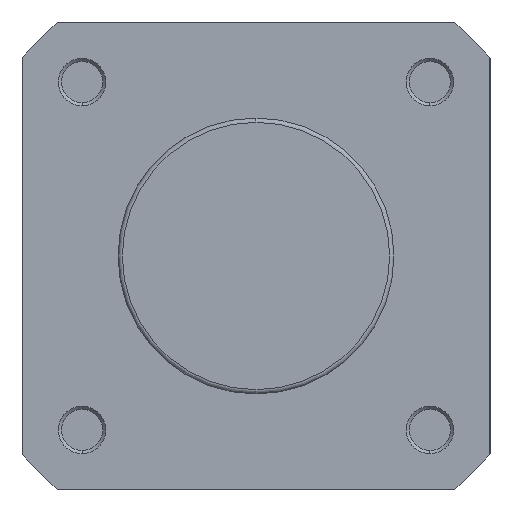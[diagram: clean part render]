
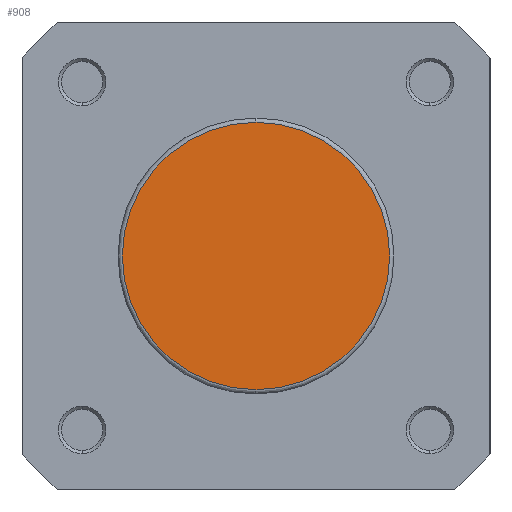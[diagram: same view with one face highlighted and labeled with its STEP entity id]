
A CAD part, left-side view. The second image highlights one B-rep face of the part: STEP entity #908.
In plain terms, the highlighted planar face has unit normal (-1, 0, 0).
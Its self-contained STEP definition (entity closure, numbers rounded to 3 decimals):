
#337 = ORIENTED_EDGE ( 'NONE', *, *, #5532, .T. ) ;
#339 = ORIENTED_EDGE ( 'NONE', *, *, #5437, .T. ) ;
#908 = ADVANCED_FACE ( 'NONE', ( #1483 ), #3253, .F. ) ;
#1483 = FACE_OUTER_BOUND ( 'NONE', #4200, .T. ) ;
#1708 = CIRCLE ( 'NONE', #2577, 21.7 ) ;
#1846 = CIRCLE ( 'NONE', #2649, 21.7 ) ;
#1921 = CARTESIAN_POINT ( 'NONE',  ( 0., 0., 0. ) ) ;
#1928 = DIRECTION ( 'NONE',  ( -1., 0., 0. ) ) ;
#1929 = DIRECTION ( 'NONE',  ( 0., 0., -1. ) ) ;
#2412 = AXIS2_PLACEMENT_3D ( 'NONE', #3254, #3263, #3264 ) ;
#2577 = AXIS2_PLACEMENT_3D ( 'NONE', #3898, #3899, #3900 ) ;
#2649 = AXIS2_PLACEMENT_3D ( 'NONE', #1921, #1928, #1929 ) ;
#3253 = PLANE ( 'NONE',  #2412 ) ;
#3254 = CARTESIAN_POINT ( 'NONE',  ( 0., 22.4, 0. ) ) ;
#3263 = DIRECTION ( 'NONE',  ( 1., 0., 0. ) ) ;
#3264 = DIRECTION ( 'NONE',  ( 0., 0., -1. ) ) ;
#3648 = CARTESIAN_POINT ( 'NONE',  ( 0., 0., -21.7 ) ) ;
#3660 = CARTESIAN_POINT ( 'NONE',  ( 0., 0., 21.7 ) ) ;
#3898 = CARTESIAN_POINT ( 'NONE',  ( 0., 0., 0. ) ) ;
#3899 = DIRECTION ( 'NONE',  ( -1., 0., 0. ) ) ;
#3900 = DIRECTION ( 'NONE',  ( 0., 0., -1. ) ) ;
#4200 = EDGE_LOOP ( 'NONE', ( #339, #337 ) ) ;
#4948 = VERTEX_POINT ( 'NONE', #3648 ) ;
#4961 = VERTEX_POINT ( 'NONE', #3660 ) ;
#5437 = EDGE_CURVE ( 'NONE', #4948, #4961, #1708, .T. ) ;
#5532 = EDGE_CURVE ( 'NONE', #4961, #4948, #1846, .T. ) ;
